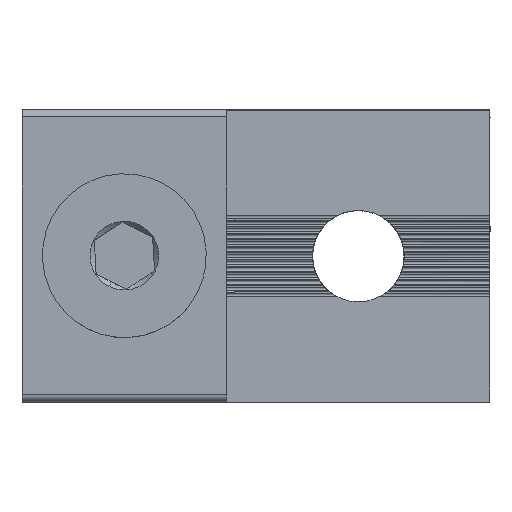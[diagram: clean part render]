
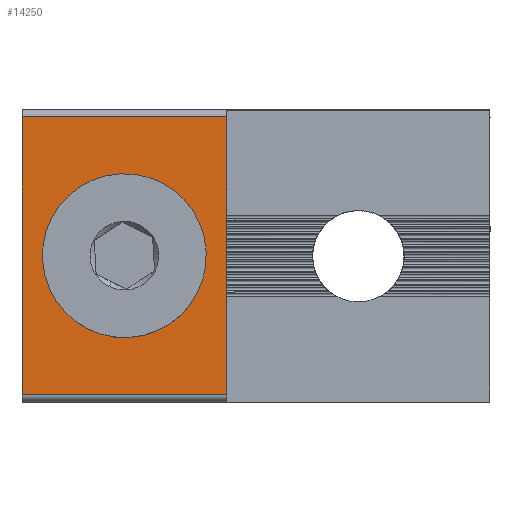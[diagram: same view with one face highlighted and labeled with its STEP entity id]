
A CAD part, top view. The second image highlights one B-rep face of the part: STEP entity #14250.
In plain terms, the highlighted planar face has unit normal (0, 0, 1).
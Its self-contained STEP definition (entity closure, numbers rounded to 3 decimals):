
#9600=CARTESIAN_POINT('',(12.062,-23.27,
123.461));
#9610=DIRECTION('',(0.,-0.,1.));
#9620=DIRECTION('',(0.893,0.451,0.));
#9630=AXIS2_PLACEMENT_3D('',#9600,#9610,#9620);
#9640=PLANE('',#9630);
#13760=CARTESIAN_POINT('',(12.062,-23.27,
123.461));
#13770=DIRECTION('',(-0.451,0.893,0.));
#13780=VECTOR('',#13770,1.);
#13790=LINE('',#13760,#13780);
#13800=CARTESIAN_POINT('',(12.062,-23.27,
123.461));
#13810=VERTEX_POINT('',#13800);
#13820=CARTESIAN_POINT('',(-5.059,10.655,
123.461));
#13830=VERTEX_POINT('',#13820);
#13840=EDGE_CURVE('',#13810,#13830,#13790,.T.);
#13850=ORIENTED_EDGE('',*,*,#13840,.F.);
#13860=CARTESIAN_POINT('',(-5.059,10.655,
123.461));
#13870=DIRECTION('',(0.893,0.451,0.));
#13880=VECTOR('',#13870,1.);
#13890=LINE('',#13860,#13880);
#13900=CARTESIAN_POINT('',(19.938,23.27,
123.461));
#13910=VERTEX_POINT('',#13900);
#13920=EDGE_CURVE('',#13830,#13910,#13890,.T.);
#13930=ORIENTED_EDGE('',*,*,#13920,.F.);
#13940=CARTESIAN_POINT('',(19.938,23.27,
123.461));
#13950=DIRECTION('',(0.451,-0.893,0.));
#13960=VECTOR('',#13950,1.);
#13970=LINE('',#13940,#13960);
#13980=CARTESIAN_POINT('',(37.059,-10.655,
123.461));
#13990=VERTEX_POINT('',#13980);
#14000=EDGE_CURVE('',#13910,#13990,#13970,.T.);
#14010=ORIENTED_EDGE('',*,*,#14000,.F.);
#14020=CARTESIAN_POINT('',(37.059,-10.655,
123.461));
#14030=DIRECTION('',(-0.893,-0.451,0.));
#14040=VECTOR('',#14030,1.);
#14050=LINE('',#14020,#14040);
#14060=EDGE_CURVE('',#13990,#13810,#14050,.T.);
#14070=ORIENTED_EDGE('',*,*,#14060,.F.);
#14080=EDGE_LOOP('',(#14070,#14010,#13930,#13850));
#14090=FACE_OUTER_BOUND('',#14080,.T.);
#14100=CARTESIAN_POINT('',(16.,0.,123.461));
#14110=DIRECTION('',(0.,0.,1.));
#14120=DIRECTION('',(0.,1.,0.));
#14130=AXIS2_PLACEMENT_3D('',#14100,#14110,#14120);
#14140=CIRCLE('',#14130,11.2);
#14150=CARTESIAN_POINT('',(16.,11.2,123.461));
#14160=VERTEX_POINT('',#14150);
#14170=CARTESIAN_POINT('',(16.,-11.2,123.461));
#14180=VERTEX_POINT('',#14170);
#14190=EDGE_CURVE('',#14160,#14180,#14140,.T.);
#14200=ORIENTED_EDGE('',*,*,#14190,.F.);
#14210=EDGE_CURVE('',#14180,#14160,#14140,.T.);
#14220=ORIENTED_EDGE('',*,*,#14210,.F.);
#14230=EDGE_LOOP('',(#14220,#14200));
#14240=FACE_BOUND('',#14230,.T.);
#14250=ADVANCED_FACE('',(#14090,#14240),#9640,.T.);
